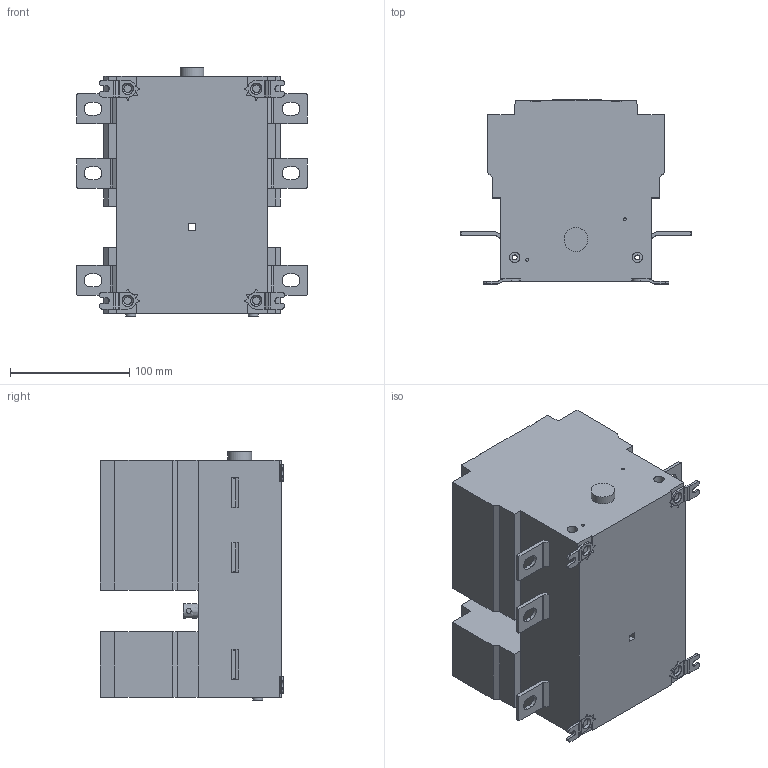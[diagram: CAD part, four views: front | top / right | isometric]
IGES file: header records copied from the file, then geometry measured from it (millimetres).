
Global section: file name: OS250D12-palikka.igs; preprocessor: I-DEAS 3D IGES Translator 9; date: 20050114.083927; units: millimetre
Bounding box: 193.25 x 154.17 x 208.58 mm (x, y, z)
Volume: 3639655.6 mm3; surface area: 197074.8 mm2
Topology: 1 solids, 1 shells, 340 faces, 922 edges, 612 vertices
Faces by surface type: bspline 340
